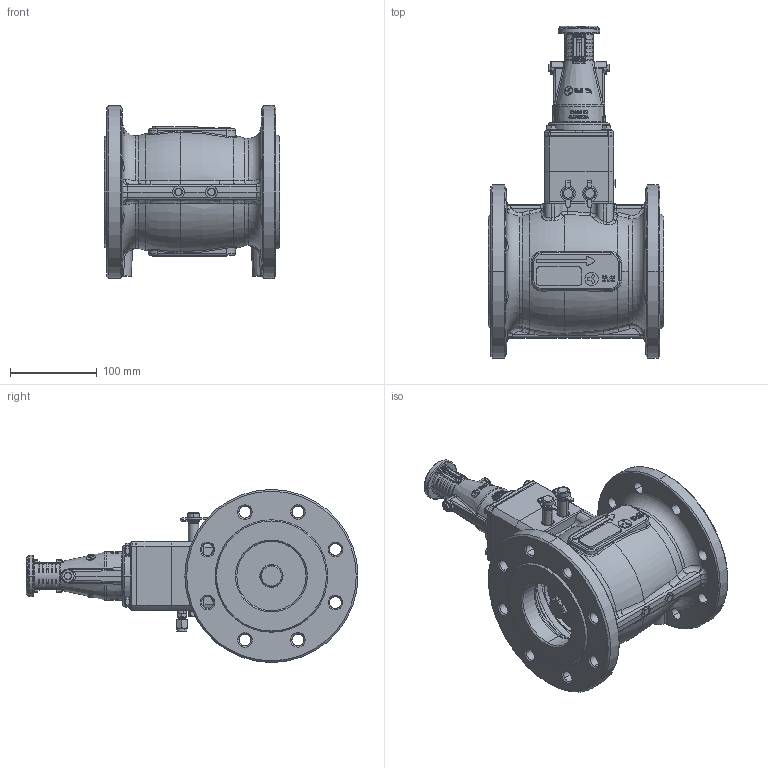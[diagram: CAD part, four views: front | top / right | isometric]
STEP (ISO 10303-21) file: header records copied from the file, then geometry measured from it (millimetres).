
FILE_DESCRIPTION (( 'STEP AP203' ), '1' );
FILE_NAME ('TA-PILOT-R DN80.step', '2015-05-13T09:15:03', ( 'Uporabnik' ), ( 'Hewlett-Packard Company' ), 'SwSTEP 2.0', 'SolidWorks 2014', '' );
FILE_SCHEMA (( 'CONFIG_CONTROL_DESIGN' ));
Length unit declared in the file: millimetre
Products named in the file (1): TA-PILOT-R DN80
Bounding box: 203 x 383.6 x 200 mm (x, y, z)
Surface area: 371081.9 mm2 (no closed solid volume)
Topology: 0 solids, 79 shells, 1809 faces, 6472 edges, 4581 vertices
Faces by surface type: plane 662, bspline 361, cylinder 303, cone 273, torus 187, sphere 23
Entity records: 98669 total; most frequent: CARTESIAN_POINT 48894, ORIENTED_EDGE 10143, DIRECTION 8904, EDGE_CURVE 6457, VERTEX_POINT 4581, AXIS2_PLACEMENT_3D 3262, VECTOR 2380, LINE 2380
